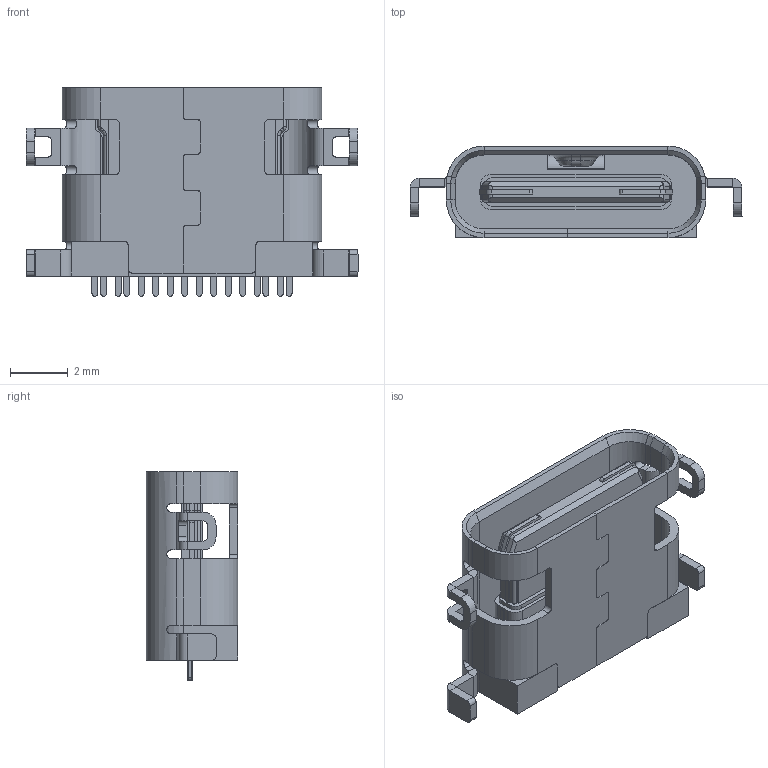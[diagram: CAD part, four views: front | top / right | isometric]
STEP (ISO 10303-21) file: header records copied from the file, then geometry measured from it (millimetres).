
FILE_DESCRIPTION(/* description */ (''),/* implementation_level */ '2;1');
FILE_NAME(/* name */ 'USB - C inboard.step',/* time_stamp */ '2022-12-04T16:29:43+08:00',/* author */ (''),/* organization */ (''),/* preprocessor_version */ 'ST-DEVELOPER v19.2',/* originating_system */ 'Autodesk Translation Framework v11.17.0.187',/* authorisation */ '');
FILE_SCHEMA (('AUTOMOTIVE_DESIGN { 1 0 10303 214 3 1 1 }'));
Length unit declared in the file: millimetre
Products named in the file (3): USB - C inboard v2; USB-C inboard metal; USB-C plastic
Assembly tree (2 placements, depth 2):
  USB - C inboard v2
    USB-C inboard metal
    USB-C plastic
Bounding box: 11.45 x 3.16 x 7.2 mm (x, y, z)
Volume: 97.2 mm3; surface area: 434.5 mm2
Topology: 6 solids, 6 shells, 570 faces, 1482 edges, 935 vertices
Faces by surface type: plane 342, cylinder 200, cone 10, torus 10, bspline 8
Entity records: 17899 total; most frequent: CARTESIAN_POINT 3302, DIRECTION 3042, ORIENTED_EDGE 2956, EDGE_CURVE 1478, AXIS2_PLACEMENT_3D 1015, LINE 1012, VECTOR 1012, VERTEX_POINT 935
